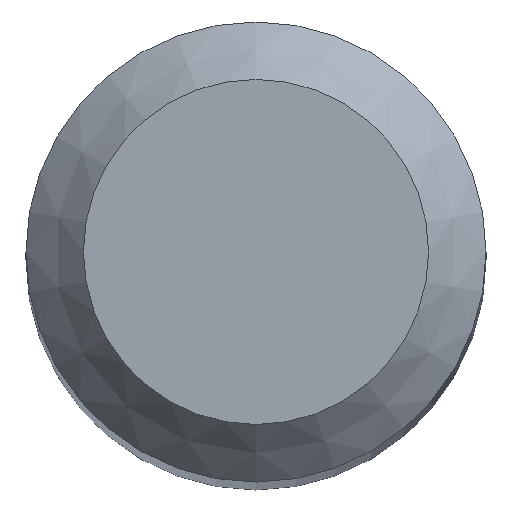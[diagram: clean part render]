
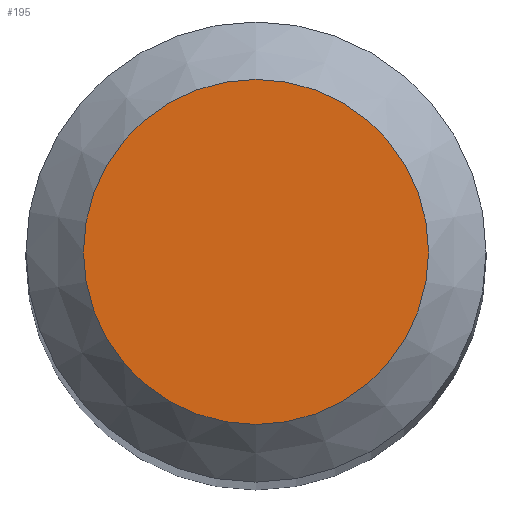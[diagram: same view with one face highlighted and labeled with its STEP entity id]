
A CAD part, top view. The second image highlights one B-rep face of the part: STEP entity #195.
In plain terms, the highlighted planar face has unit normal (0, 0, 1).
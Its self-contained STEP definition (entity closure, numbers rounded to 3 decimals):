
#34 = VERTEX_POINT ( 'NONE', #192 ) ;
#42 = FACE_OUTER_BOUND ( 'NONE', #203, .T. ) ;
#43 = DIRECTION ( 'NONE',  ( 0., 0., -1. ) ) ;
#44 = PLANE ( 'NONE',  #144 ) ;
#105 = DIRECTION ( 'NONE',  ( 0., 1., 0. ) ) ;
#113 = EDGE_CURVE ( 'NONE', #34, #34, #117, .T. ) ;
#117 = CIRCLE ( 'NONE', #241, 1.5 ) ;
#128 = CARTESIAN_POINT ( 'NONE',  ( 0., 0., 66. ) ) ;
#144 = AXIS2_PLACEMENT_3D ( 'NONE', #184, #200, #204 ) ;
#184 = CARTESIAN_POINT ( 'NONE',  ( 0., 0., 66. ) ) ;
#192 = CARTESIAN_POINT ( 'NONE',  ( 0., 1.5, 66. ) ) ;
#193 = ORIENTED_EDGE ( 'NONE', *, *, #113, .F. ) ;
#195 = ADVANCED_FACE ( 'NONE', ( #42 ), #44, .F. ) ;
#200 = DIRECTION ( 'NONE',  ( 0., 0., -1. ) ) ;
#203 = EDGE_LOOP ( 'NONE', ( #193 ) ) ;
#204 = DIRECTION ( 'NONE',  ( 0., 1., 0. ) ) ;
#241 = AXIS2_PLACEMENT_3D ( 'NONE', #128, #43, #105 ) ;
